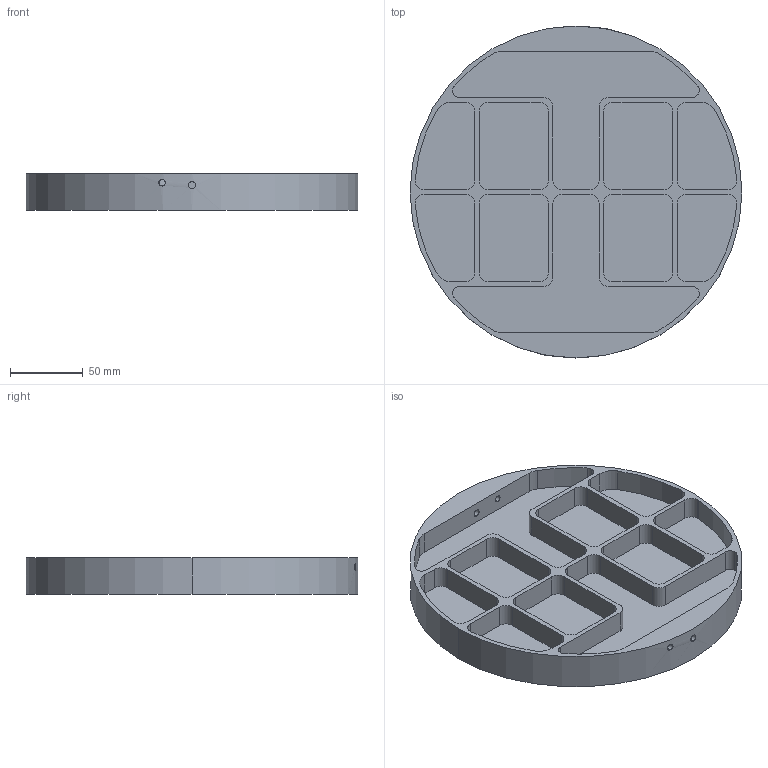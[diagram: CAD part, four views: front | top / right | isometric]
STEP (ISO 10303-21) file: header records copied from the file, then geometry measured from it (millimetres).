
FILE_DESCRIPTION (( 'STEP AP214' ), '1' );
FILE_NAME ('D1101014-v4_aLIGO TCS CO2P STEERING MIRROR 1, H1-L1.STEP', '2011-09-14T16:07:55', ( 'ligo' ), ( 'Microsoft' ), 'SwSTEP 2.0', 'SolidWorks 2010', '' );
FILE_SCHEMA (( 'AUTOMOTIVE_DESIGN' ));
Length unit declared in the file: inch
Products named in the file (1): D1101014-v4_aLIGO TCS CO2P STEERING MIRROR 1, H1-L1
Bounding box: 228.6 x 228.6 x 25.4 mm (x, y, z)
Volume: 526040.3 mm3; surface area: 140050.7 mm2
Topology: 1 solids, 1 shells, 122 faces, 330 edges, 220 vertices
Faces by surface type: cylinder 70, plane 52
Entity records: 4162 total; most frequent: CARTESIAN_POINT 909, DIRECTION 700, ORIENTED_EDGE 660, EDGE_CURVE 330, AXIS2_PLACEMENT_3D 255, VERTEX_POINT 220, LINE 190, VECTOR 190
